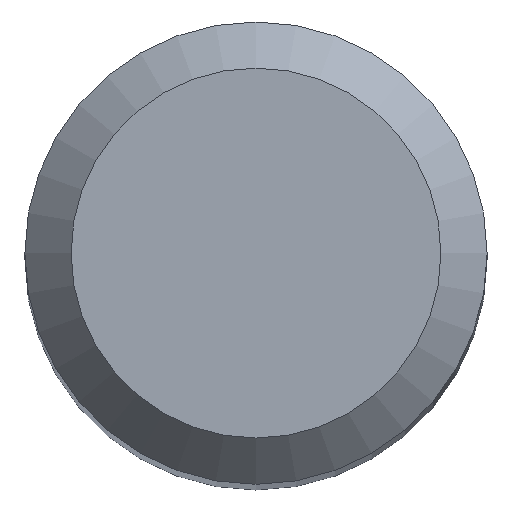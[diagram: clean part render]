
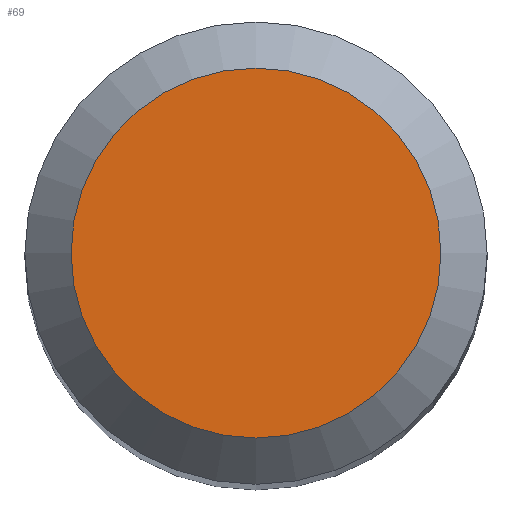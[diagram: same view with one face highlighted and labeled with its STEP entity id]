
A CAD part, top view. The second image highlights one B-rep face of the part: STEP entity #69.
In plain terms, the highlighted planar face has unit normal (0, 0, 1).
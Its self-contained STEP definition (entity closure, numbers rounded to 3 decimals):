
#16 = VERTEX_POINT ( 'NONE', #106 ) ;
#18 = AXIS2_PLACEMENT_3D ( 'NONE', #100, #119, #182 ) ;
#42 = EDGE_LOOP ( 'NONE', ( #214 ) ) ;
#52 = DIRECTION ( 'NONE',  ( 0., 0., -1. ) ) ;
#62 = PLANE ( 'NONE',  #101 ) ;
#69 = ADVANCED_FACE ( 'NONE', ( #219 ), #62, .F. ) ;
#100 = CARTESIAN_POINT ( 'NONE',  ( 0., 0., 38. ) ) ;
#101 = AXIS2_PLACEMENT_3D ( 'NONE', #164, #52, #149 ) ;
#106 = CARTESIAN_POINT ( 'NONE',  ( 0., 1.2, 38. ) ) ;
#119 = DIRECTION ( 'NONE',  ( 0., 0., -1. ) ) ;
#124 = EDGE_CURVE ( 'NONE', #16, #16, #135, .T. ) ;
#135 = CIRCLE ( 'NONE', #18, 1.2 ) ;
#149 = DIRECTION ( 'NONE',  ( 0., 1., 0. ) ) ;
#164 = CARTESIAN_POINT ( 'NONE',  ( 0., 0., 38. ) ) ;
#182 = DIRECTION ( 'NONE',  ( 0., 1., 0. ) ) ;
#214 = ORIENTED_EDGE ( 'NONE', *, *, #124, .F. ) ;
#219 = FACE_OUTER_BOUND ( 'NONE', #42, .T. ) ;
